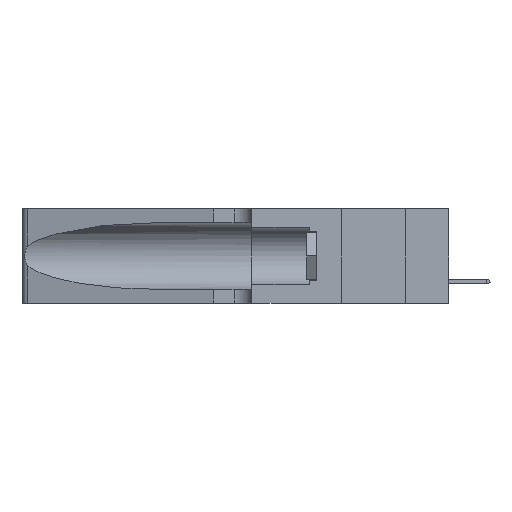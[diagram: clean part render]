
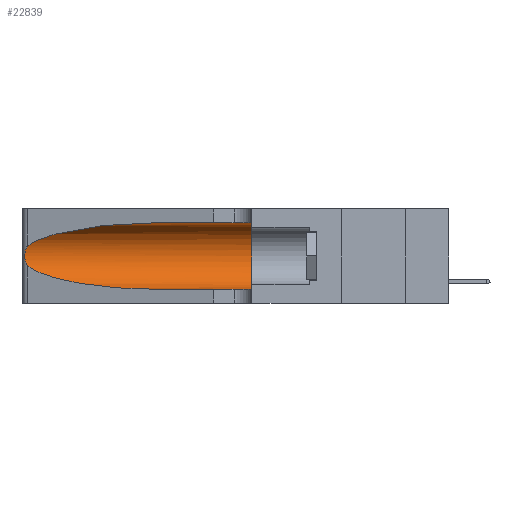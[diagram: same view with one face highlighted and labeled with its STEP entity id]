
A CAD part, left-side view. The second image highlights one B-rep face of the part: STEP entity #22839.
In plain terms, the highlighted cylindrical face has radius 3.308 mm (diameter 6.617 mm), a partial arc.
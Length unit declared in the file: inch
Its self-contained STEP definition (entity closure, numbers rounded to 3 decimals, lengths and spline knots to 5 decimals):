
#289 = CIRCLE ( 'NONE', #10480, 0.13025 ) ;
#833 = CARTESIAN_POINT ( 'NONE',  ( 0.1305, 0.72297, 0.05475 ) ) ;
#1668 = CARTESIAN_POINT ( 'NONE',  ( 0.25854, 1.2359, 0.20912 ) ) ;
#3611 = DIRECTION ( 'NONE',  ( 0., 0., -1. ) ) ;
#4344 = EDGE_CURVE ( 'NONE', #16552, #5470, #289, .T. ) ;
#5315 = CARTESIAN_POINT ( 'NONE',  ( 0.25487, 1.22718, 0.22369 ) ) ;
#5470 = VERTEX_POINT ( 'NONE', #25108 ) ;
#7744 = VERTEX_POINT ( 'NONE', #9113 ) ;
#8293 = CARTESIAN_POINT ( 'NONE',  ( 0.25639, 1.23186, 0.15144 ) ) ;
#9113 = CARTESIAN_POINT ( 'NONE',  ( 0.1305, 0.72297, 0.31525 ) ) ;
#9228 = VECTOR ( 'NONE', #45144, 39.37008 ) ;
#10225 = VECTOR ( 'NONE', #29440, 39.37008 ) ;
#10480 = AXIS2_PLACEMENT_3D ( 'NONE', #41477, #22714, #27692 ) ;
#10842 = CARTESIAN_POINT ( 'NONE',  ( 0.1305, 1.61858, 0.05475 ) ) ;
#11539 = VERTEX_POINT ( 'NONE', #27111 ) ;
#11737 = CARTESIAN_POINT ( 'NONE',  ( 0.26017, 1.23833, 0.17102 ) ) ;
#12368 = CARTESIAN_POINT ( 'NONE',  ( 0.1305, 0.72297, 0.05475 ) ) ;
#12900 = VERTEX_POINT ( 'NONE', #17904 ) ;
#13601 = EDGE_CURVE ( 'NONE', #11539, #12900, #33754, .T. ) ;
#14179 = DIRECTION ( 'NONE',  ( 0., -1., 0. ) ) ;
#14296 = EDGE_CURVE ( 'NONE', #42494, #5470, #45399, .T. ) ;
#15541 = CARTESIAN_POINT ( 'NONE',  ( 0.25555, 1.22993, 0.14849 ) ) ;
#16059 = CARTESIAN_POINT ( 'NONE',  ( 0.25789, 1.23486, 0.15765 ) ) ;
#16451 = CARTESIAN_POINT ( 'NONE',  ( 0.25487, 1.22718, 0.22369 ) ) ;
#16552 = VERTEX_POINT ( 'NONE', #38217 ) ;
#17904 = CARTESIAN_POINT ( 'NONE',  ( 0.25487, 1.22718, 0.14631 ) ) ;
#22613 = CARTESIAN_POINT ( 'NONE',  ( 0.2373, 1.15595, 0.08982 ) ) ;
#22714 = DIRECTION ( 'NONE',  ( 0., 1., 0. ) ) ;
#22839 = ADVANCED_FACE ( 'NONE', ( #41908 ), #46954, .F. ) ;
#23630 = CARTESIAN_POINT ( 'NONE',  ( 0.1305, 0.72297, 0.31525 ) ) ;
#24937 = ORIENTED_EDGE ( 'NONE', *, *, #13601, .T. ) ;
#25108 = CARTESIAN_POINT ( 'NONE',  ( 0.1305, 0.35, 0.05475 ) ) ;
#26276 = ORIENTED_EDGE ( 'NONE', *, *, #14296, .T. ) ;
#26388 = CARTESIAN_POINT ( 'NONE',  ( 0.25639, 1.23184, 0.21858 ) ) ;
#26787 =( BOUNDED_CURVE ( )  B_SPLINE_CURVE ( 3, ( #23630, #38283, #27295, #16451 ),
 .UNSPECIFIED., .F., .F. ) 
 B_SPLINE_CURVE_WITH_KNOTS ( ( 4, 4 ),
 ( 1.5708, 2.84003 ),
 .UNSPECIFIED. ) 
 CURVE ( )  GEOMETRIC_REPRESENTATION_ITEM ( )  RATIONAL_B_SPLINE_CURVE ( ( 1., 0.87, 0.87, 1. ) ) 
 REPRESENTATION_ITEM ( '' )  );
#27111 = CARTESIAN_POINT ( 'NONE',  ( 0.25487, 1.22718, 0.22369 ) ) ;
#27295 = CARTESIAN_POINT ( 'NONE',  ( 0.2373, 1.15595, 0.28018 ) ) ;
#27692 = DIRECTION ( 'NONE',  ( 0., 0., 1. ) ) ;
#28032 = EDGE_CURVE ( 'NONE', #7744, #16552, #30851, .T. ) ;
#28167 = EDGE_CURVE ( 'NONE', #12900, #42494, #33165, .T. ) ;
#28932 = ORIENTED_EDGE ( 'NONE', *, *, #28032, .F. ) ;
#29440 = DIRECTION ( 'NONE',  ( 0., -1., 0. ) ) ;
#30226 = CARTESIAN_POINT ( 'NONE',  ( 0.25555, 1.22994, 0.2215 ) ) ;
#30395 = CARTESIAN_POINT ( 'NONE',  ( 0.26075, 1.23896, 0.19203 ) ) ;
#30758 = AXIS2_PLACEMENT_3D ( 'NONE', #46888, #14179, #3611 ) ;
#30851 = LINE ( 'NONE', #38617, #9228 ) ;
#31940 = EDGE_LOOP ( 'NONE', ( #46370, #24937, #46169, #26276, #38883, #28932 ) ) ;
#33165 =( BOUNDED_CURVE ( )  B_SPLINE_CURVE ( 3, ( #37048, #22613, #37378, #833 ),
 .UNSPECIFIED., .F., .T. ) 
 B_SPLINE_CURVE_WITH_KNOTS ( ( 4, 4 ),
 ( 3.44316, 4.71239 ),
 .UNSPECIFIED. ) 
 CURVE ( )  GEOMETRIC_REPRESENTATION_ITEM ( )  RATIONAL_B_SPLINE_CURVE ( ( 1., 0.87, 0.87, 1. ) ) 
 REPRESENTATION_ITEM ( '' )  );
#33700 = CARTESIAN_POINT ( 'NONE',  ( 0.26075, 1.23896, 0.178 ) ) ;
#33754 = B_SPLINE_CURVE_WITH_KNOTS ( 'NONE', 3,
 ( #5315, #30226, #26388, #37888, #1668, #44771, #30395, #33700, #11737, #37212, #16059, #8293, #15541, #41033 ),
 .UNSPECIFIED., .F., .F.,
 ( 4, 2, 2, 2, 2, 2, 4 ),
 ( 0., 0.00027, 0.00053, 0.00107, 0.0016, 0.00187, 0.00214 ),
 .UNSPECIFIED. ) ;
#37048 = CARTESIAN_POINT ( 'NONE',  ( 0.25487, 1.22718, 0.14631 ) ) ;
#37212 = CARTESIAN_POINT ( 'NONE',  ( 0.25856, 1.23593, 0.16098 ) ) ;
#37378 = CARTESIAN_POINT ( 'NONE',  ( 0.18966, 0.96281, 0.05475 ) ) ;
#37888 = CARTESIAN_POINT ( 'NONE',  ( 0.25787, 1.23484, 0.2124 ) ) ;
#38217 = CARTESIAN_POINT ( 'NONE',  ( 0.1305, 0.35, 0.31525 ) ) ;
#38283 = CARTESIAN_POINT ( 'NONE',  ( 0.18966, 0.96281, 0.31525 ) ) ;
#38617 = CARTESIAN_POINT ( 'NONE',  ( 0.1305, 1.61858, 0.31525 ) ) ;
#38883 = ORIENTED_EDGE ( 'NONE', *, *, #4344, .F. ) ;
#41033 = CARTESIAN_POINT ( 'NONE',  ( 0.25487, 1.22718, 0.14631 ) ) ;
#41477 = CARTESIAN_POINT ( 'NONE',  ( 0.1305, 0.35, 0.185 ) ) ;
#41908 = FACE_OUTER_BOUND ( 'NONE', #31940, .T. ) ;
#42494 = VERTEX_POINT ( 'NONE', #12368 ) ;
#43770 = EDGE_CURVE ( 'NONE', #7744, #11539, #26787, .T. ) ;
#44771 = CARTESIAN_POINT ( 'NONE',  ( 0.26018, 1.23835, 0.19895 ) ) ;
#45144 = DIRECTION ( 'NONE',  ( 0., -1., 0. ) ) ;
#45399 = LINE ( 'NONE', #10842, #10225 ) ;
#46169 = ORIENTED_EDGE ( 'NONE', *, *, #28167, .T. ) ;
#46370 = ORIENTED_EDGE ( 'NONE', *, *, #43770, .T. ) ;
#46888 = CARTESIAN_POINT ( 'NONE',  ( 0.1305, 1.61858, 0.185 ) ) ;
#46954 = CYLINDRICAL_SURFACE ( 'NONE', #30758, 0.13025 ) ;
